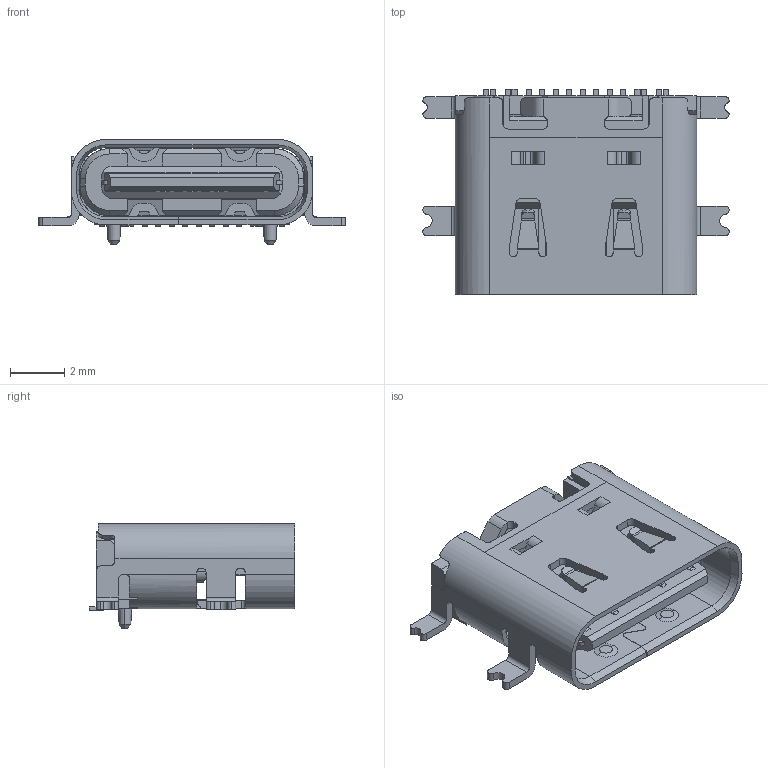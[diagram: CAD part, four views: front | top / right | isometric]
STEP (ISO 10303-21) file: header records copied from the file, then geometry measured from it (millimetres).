
FILE_DESCRIPTION (( 'STEP AP214' ), '1' );
FILE_NAME ('TYPEC-304YSSW-ACP16.STEP', '2024-12-25T10:31:14', ( '' ), ( '' ), 'SwSTEP 2.0', 'SolidWorks 2021', '' );
FILE_SCHEMA (( 'AUTOMOTIVE_DESIGN' ));
Length unit declared in the file: millimetre
Products named in the file (1): TYPEC-304YSSW-ACP16
Bounding box: 11.34 x 7.6 x 3.89 mm (x, y, z)
Volume: 113.5 mm3; surface area: 475.3 mm2
Topology: 1 solids, 1 shells, 858 faces, 2480 edges, 1602 vertices
Faces by surface type: plane 579, cylinder 215, cone 38, bspline 18, torus 8
Entity records: 38362 total; most frequent: CARTESIAN_POINT 6305, ORIENTED_EDGE 4956, DIRECTION 4468, EDGE_CURVE 2478, LINE 1798, VECTOR 1798, VERTEX_POINT 1602, AXIS2_PLACEMENT_3D 1335
